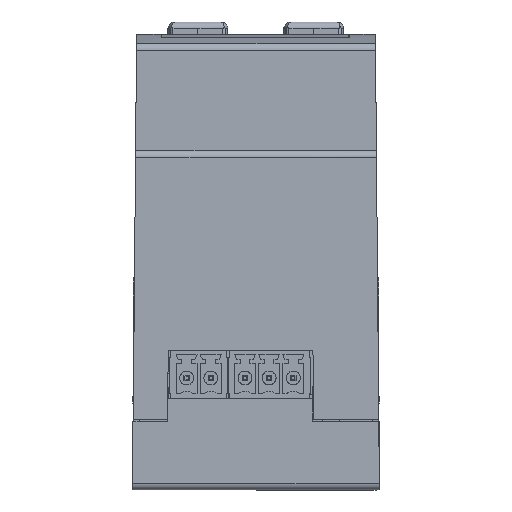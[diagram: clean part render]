
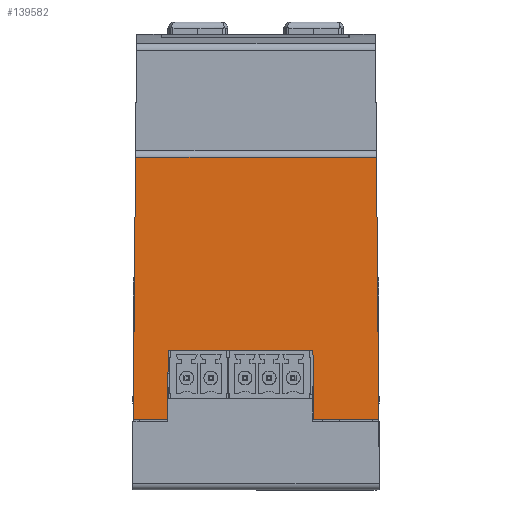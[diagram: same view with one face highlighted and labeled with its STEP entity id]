
A CAD part, left-side view. The second image highlights one B-rep face of the part: STEP entity #139582.
In plain terms, the highlighted face is planar.
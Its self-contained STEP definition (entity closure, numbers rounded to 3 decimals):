
#139538=AXIS2_PLACEMENT_3D('Plane Axis2P3D',#139535,#139536,#139537) ;
#137987=CARTESIAN_POINT('Vertex',(61.713,125.,41.465)) ;
#137991=CARTESIAN_POINT('Control Point',(61.713,125.,41.465)) ;
#137992=CARTESIAN_POINT('Control Point',(61.625,135.082,41.377)) ;
#137993=CARTESIAN_POINT('Vertex',(61.625,135.082,41.377)) ;
#138015=CARTESIAN_POINT('Line Origine',(50.88,135.082,41.377)) ;
#138019=CARTESIAN_POINT('Vertex',(40.635,135.082,41.377)) ;
#138041=CARTESIAN_POINT('Control Point',(40.547,125.,41.465)) ;
#138042=CARTESIAN_POINT('Control Point',(40.635,135.082,41.377)) ;
#138043=CARTESIAN_POINT('Vertex',(40.547,125.,41.465)) ;
#139472=CARTESIAN_POINT('Vertex',(71.165,125.,41.465)) ;
#139475=CARTESIAN_POINT('Line Origine',(53.366,125.,41.465)) ;
#139535=CARTESIAN_POINT('Axis2P3D Location',(35.6,121.,41.5)) ;
#139540=CARTESIAN_POINT('Line Origine',(35.6,125.,41.465)) ;
#139544=CARTESIAN_POINT('Vertex',(35.567,125.,41.465)) ;
#139548=CARTESIAN_POINT('Control Point',(71.165,125.,41.465)) ;
#139549=CARTESIAN_POINT('Control Point',(70.833,163.066,41.133)) ;
#139550=CARTESIAN_POINT('Vertex',(70.833,163.066,41.133)) ;
#139553=CARTESIAN_POINT('Line Origine',(35.6,163.066,41.133)) ;
#139557=CARTESIAN_POINT('Vertex',(36.966,163.066,41.133)) ;
#139560=CARTESIAN_POINT('Line Origine',(35.6,163.066,41.133)) ;
#139564=CARTESIAN_POINT('Vertex',(35.899,163.066,41.133)) ;
#139568=CARTESIAN_POINT('Control Point',(35.899,163.066,41.133)) ;
#139569=CARTESIAN_POINT('Control Point',(35.567,125.,41.465)) ;
#138016=DIRECTION('Vector Direction',(-1.,0.,0.)) ;
#139476=DIRECTION('Vector Direction',(-1.,0.,0.)) ;
#139536=DIRECTION('Axis2P3D Direction',(0.,0.009,1.)) ;
#139537=DIRECTION('Axis2P3D XDirection',(-1.,0.,0.)) ;
#139541=DIRECTION('Vector Direction',(-1.,0.,0.)) ;
#139554=DIRECTION('Vector Direction',(-1.,0.,0.)) ;
#139561=DIRECTION('Vector Direction',(-1.,0.,0.)) ;
#138017=VECTOR('Line Direction',#138016,1.) ;
#139477=VECTOR('Line Direction',#139476,1.) ;
#139542=VECTOR('Line Direction',#139541,1.) ;
#139555=VECTOR('Line Direction',#139554,1.) ;
#139562=VECTOR('Line Direction',#139561,1.) ;
#139572=ORIENTED_EDGE('',*,*,#139546,.F.) ;
#139573=ORIENTED_EDGE('',*,*,#138045,.T.) ;
#139574=ORIENTED_EDGE('',*,*,#138021,.F.) ;
#139575=ORIENTED_EDGE('',*,*,#137995,.F.) ;
#139576=ORIENTED_EDGE('',*,*,#139479,.F.) ;
#139577=ORIENTED_EDGE('',*,*,#139552,.T.) ;
#139578=ORIENTED_EDGE('',*,*,#139559,.F.) ;
#139579=ORIENTED_EDGE('',*,*,#139566,.F.) ;
#139580=ORIENTED_EDGE('',*,*,#139570,.T.) ;
#139582=ADVANCED_FACE('PartBody',(#139581),#139539,.T.) ;
#137990=B_SPLINE_CURVE_WITH_KNOTS('',1,(#137991,#137992),.UNSPECIFIED.,.F.,.U.,(2,2),(-5.041,5.041),.UNSPECIFIED.) ;
#138040=B_SPLINE_CURVE_WITH_KNOTS('',1,(#138041,#138042),.UNSPECIFIED.,.F.,.U.,(2,2),(-5.041,5.041),.UNSPECIFIED.) ;
#139547=B_SPLINE_CURVE_WITH_KNOTS('',1,(#139548,#139549),.UNSPECIFIED.,.F.,.U.,(2,2),(-19.034,19.034),.UNSPECIFIED.) ;
#139567=B_SPLINE_CURVE_WITH_KNOTS('',1,(#139568,#139569),.UNSPECIFIED.,.F.,.U.,(2,2),(-19.034,19.034),.UNSPECIFIED.) ;
#137995=EDGE_CURVE('',#137988,#137994,#137990,.T.) ;
#138021=EDGE_CURVE('',#137994,#138020,#138018,.T.) ;
#138045=EDGE_CURVE('',#138044,#138020,#138040,.T.) ;
#139479=EDGE_CURVE('',#139473,#137988,#139478,.T.) ;
#139546=EDGE_CURVE('',#138044,#139545,#139543,.T.) ;
#139552=EDGE_CURVE('',#139473,#139551,#139547,.T.) ;
#139559=EDGE_CURVE('',#139558,#139551,#139556,.F.) ;
#139566=EDGE_CURVE('',#139565,#139558,#139563,.F.) ;
#139570=EDGE_CURVE('',#139565,#139545,#139567,.T.) ;
#139571=EDGE_LOOP('',(#139572,#139573,#139574,#139575,#139576,#139577,#139578,#139579,#139580)) ;
#139581=FACE_OUTER_BOUND('',#139571,.T.) ;
#138018=LINE('Line',#138015,#138017) ;
#139478=LINE('Line',#139475,#139477) ;
#139543=LINE('Line',#139540,#139542) ;
#139556=LINE('Line',#139553,#139555) ;
#139563=LINE('Line',#139560,#139562) ;
#139539=PLANE('',#139538) ;
#137988=VERTEX_POINT('',#137987) ;
#137994=VERTEX_POINT('',#137993) ;
#138020=VERTEX_POINT('',#138019) ;
#138044=VERTEX_POINT('',#138043) ;
#139473=VERTEX_POINT('',#139472) ;
#139545=VERTEX_POINT('',#139544) ;
#139551=VERTEX_POINT('',#139550) ;
#139558=VERTEX_POINT('',#139557) ;
#139565=VERTEX_POINT('',#139564) ;
